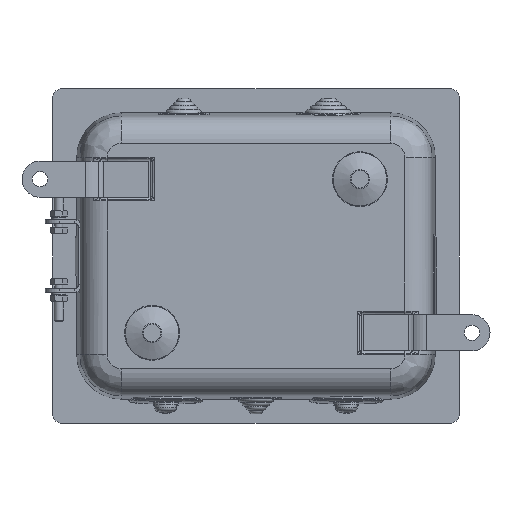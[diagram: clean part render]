
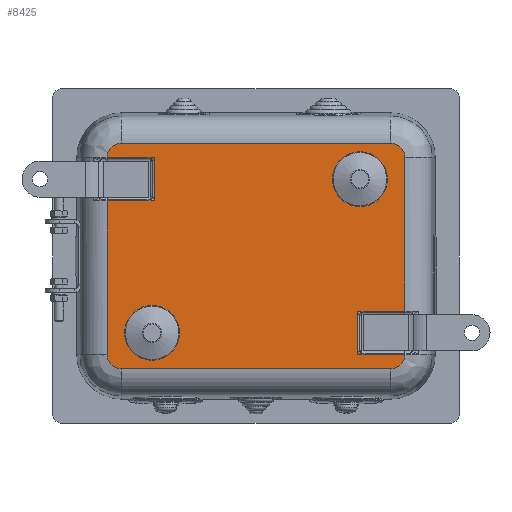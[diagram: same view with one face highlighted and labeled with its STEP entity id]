
A CAD part, front view. The second image highlights one B-rep face of the part: STEP entity #8425.
In plain terms, the highlighted planar face has unit normal (0, -1, 0).
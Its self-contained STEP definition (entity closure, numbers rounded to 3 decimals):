
#473=FACE_BOUND('',#2484,.T.);
#474=FACE_BOUND('',#2485,.T.);
#618=PLANE('',#9274);
#962=LINE('',#14362,#1382);
#984=LINE('',#14457,#1404);
#985=LINE('',#14459,#1405);
#986=LINE('',#14460,#1406);
#987=LINE('',#14464,#1407);
#988=LINE('',#14468,#1408);
#989=LINE('',#14470,#1409);
#990=LINE('',#14472,#1410);
#991=LINE('',#14474,#1411);
#992=LINE('',#14478,#1412);
#1382=VECTOR('',#11140,10.);
#1404=VECTOR('',#11258,10.);
#1405=VECTOR('',#11259,10.);
#1406=VECTOR('',#11260,10.);
#1407=VECTOR('',#11263,10.);
#1408=VECTOR('',#11266,10.);
#1409=VECTOR('',#11267,10.);
#1410=VECTOR('',#11268,10.);
#1411=VECTOR('',#11269,10.);
#1412=VECTOR('',#11272,10.);
#1940=FACE_OUTER_BOUND('',#2483,.T.);
#2483=EDGE_LOOP('',(#6663,#6664,#6665,#6666,#6667,#6668,#6669,#6670,#6671,
#6672,#6673,#6674,#6675,#6676));
#2484=EDGE_LOOP('',(#6677));
#2485=EDGE_LOOP('',(#6678));
#2987=CIRCLE('',#9271,15.194);
#2989=CIRCLE('',#9275,7.896);
#2990=CIRCLE('',#9276,7.896);
#2991=CIRCLE('',#9277,7.896);
#2992=CIRCLE('',#9278,7.896);
#2993=CIRCLE('',#9279,15.194);
#3664=VERTEX_POINT('',#14359);
#3665=VERTEX_POINT('',#14361);
#3687=VERTEX_POINT('',#14447);
#3689=VERTEX_POINT('',#14455);
#3690=VERTEX_POINT('',#14456);
#3691=VERTEX_POINT('',#14458);
#3692=VERTEX_POINT('',#14461);
#3693=VERTEX_POINT('',#14463);
#3694=VERTEX_POINT('',#14465);
#3695=VERTEX_POINT('',#14467);
#3696=VERTEX_POINT('',#14469);
#3697=VERTEX_POINT('',#14471);
#3698=VERTEX_POINT('',#14473);
#3699=VERTEX_POINT('',#14475);
#3700=VERTEX_POINT('',#14477);
#3701=VERTEX_POINT('',#14480);
#4685=EDGE_CURVE('',#3664,#3665,#962,.T.);
#4728=EDGE_CURVE('',#3687,#3687,#2987,.T.);
#4731=EDGE_CURVE('',#3689,#3690,#984,.T.);
#4732=EDGE_CURVE('',#3691,#3690,#985,.T.);
#4733=EDGE_CURVE('',#3665,#3691,#986,.T.);
#4734=EDGE_CURVE('',#3692,#3664,#2989,.T.);
#4735=EDGE_CURVE('',#3693,#3692,#987,.T.);
#4736=EDGE_CURVE('',#3694,#3693,#2990,.T.);
#4737=EDGE_CURVE('',#3695,#3694,#988,.T.);
#4738=EDGE_CURVE('',#3696,#3695,#989,.T.);
#4739=EDGE_CURVE('',#3696,#3697,#990,.T.);
#4740=EDGE_CURVE('',#3698,#3697,#991,.T.);
#4741=EDGE_CURVE('',#3699,#3698,#2991,.T.);
#4742=EDGE_CURVE('',#3700,#3699,#992,.T.);
#4743=EDGE_CURVE('',#3689,#3700,#2992,.T.);
#4744=EDGE_CURVE('',#3701,#3701,#2993,.T.);
#6663=ORIENTED_EDGE('',*,*,#4731,.T.);
#6664=ORIENTED_EDGE('',*,*,#4732,.F.);
#6665=ORIENTED_EDGE('',*,*,#4733,.F.);
#6666=ORIENTED_EDGE('',*,*,#4685,.F.);
#6667=ORIENTED_EDGE('',*,*,#4734,.F.);
#6668=ORIENTED_EDGE('',*,*,#4735,.F.);
#6669=ORIENTED_EDGE('',*,*,#4736,.F.);
#6670=ORIENTED_EDGE('',*,*,#4737,.F.);
#6671=ORIENTED_EDGE('',*,*,#4738,.F.);
#6672=ORIENTED_EDGE('',*,*,#4739,.T.);
#6673=ORIENTED_EDGE('',*,*,#4740,.F.);
#6674=ORIENTED_EDGE('',*,*,#4741,.F.);
#6675=ORIENTED_EDGE('',*,*,#4742,.F.);
#6676=ORIENTED_EDGE('',*,*,#4743,.F.);
#6677=ORIENTED_EDGE('',*,*,#4744,.F.);
#6678=ORIENTED_EDGE('',*,*,#4728,.F.);
#8425=ADVANCED_FACE('',(#1940,#473,#474),#618,.T.);
#9271=AXIS2_PLACEMENT_3D('',#14449,#11249,#11250);
#9274=AXIS2_PLACEMENT_3D('',#14454,#11256,#11257);
#9275=AXIS2_PLACEMENT_3D('',#14462,#11261,#11262);
#9276=AXIS2_PLACEMENT_3D('',#14466,#11264,#11265);
#9277=AXIS2_PLACEMENT_3D('',#14476,#11270,#11271);
#9278=AXIS2_PLACEMENT_3D('',#14479,#11273,#11274);
#9279=AXIS2_PLACEMENT_3D('',#14481,#11275,#11276);
#11140=DIRECTION('',(0.,0.,-1.));
#11249=DIRECTION('center_axis',(0.,-1.,0.));
#11250=DIRECTION('ref_axis',(1.,0.,0.));
#11256=DIRECTION('center_axis',(0.,-1.,0.));
#11257=DIRECTION('ref_axis',(-1.,0.,0.));
#11258=DIRECTION('',(-1.,0.,0.));
#11259=DIRECTION('',(0.,0.,-1.));
#11260=DIRECTION('',(-1.,0.,0.));
#11261=DIRECTION('center_axis',(0.,1.,0.));
#11262=DIRECTION('ref_axis',(0.707,0.,0.707));
#11263=DIRECTION('',(1.,0.,0.));
#11264=DIRECTION('center_axis',(0.,1.,0.));
#11265=DIRECTION('ref_axis',(-0.707,0.,0.707));
#11266=DIRECTION('',(-1.,0.,0.));
#11267=DIRECTION('',(0.,0.,1.));
#11268=DIRECTION('',(-1.,0.,0.));
#11269=DIRECTION('',(0.,0.,1.));
#11270=DIRECTION('center_axis',(0.,1.,0.));
#11271=DIRECTION('ref_axis',(-0.707,0.,-0.707));
#11272=DIRECTION('',(-1.,0.,0.));
#11273=DIRECTION('center_axis',(0.,1.,0.));
#11274=DIRECTION('ref_axis',(0.707,0.,-0.707));
#11275=DIRECTION('center_axis',(0.,-1.,0.));
#11276=DIRECTION('ref_axis',(1.,0.,0.));
#14359=CARTESIAN_POINT('',(82.396,4.,54.5));
#14361=CARTESIAN_POINT('',(82.396,4.,-30.5));
#14362=CARTESIAN_POINT('',(82.396,4.,27.25));
#14447=CARTESIAN_POINT('',(-72.69,4.,-42.5));
#14449=CARTESIAN_POINT('Origin',(-57.496,4.,-42.5));
#14454=CARTESIAN_POINT('Origin',(0.,4.,
0.));
#14455=CARTESIAN_POINT('',(82.396,4.,-54.5));
#14456=CARTESIAN_POINT('',(56.396,4.,-54.5));
#14457=CARTESIAN_POINT('',(28.698,4.,-54.5));
#14458=CARTESIAN_POINT('',(56.396,4.,-30.5));
#14459=CARTESIAN_POINT('',(56.396,4.,-15.75));
#14460=CARTESIAN_POINT('',(53.698,4.,-30.5));
#14461=CARTESIAN_POINT('',(74.5,4.,62.396));
#14462=CARTESIAN_POINT('Origin',(74.5,4.,54.5));
#14463=CARTESIAN_POINT('',(-74.5,4.,62.396));
#14464=CARTESIAN_POINT('',(-37.25,4.,62.396));
#14465=CARTESIAN_POINT('',(-82.396,4.,54.5));
#14466=CARTESIAN_POINT('Origin',(-74.5,4.,54.5));
#14467=CARTESIAN_POINT('',(-56.396,4.,54.5));
#14468=CARTESIAN_POINT('',(-28.698,4.,54.5));
#14469=CARTESIAN_POINT('',(-56.396,4.,30.5));
#14470=CARTESIAN_POINT('',(-56.396,4.,15.75));
#14471=CARTESIAN_POINT('',(-82.396,4.,30.5));
#14472=CARTESIAN_POINT('',(-53.698,4.,30.5));
#14473=CARTESIAN_POINT('',(-82.396,4.,-54.5));
#14474=CARTESIAN_POINT('',(-82.396,4.,-27.25));
#14475=CARTESIAN_POINT('',(-74.5,4.,-62.396));
#14476=CARTESIAN_POINT('Origin',(-74.5,4.,-54.5));
#14477=CARTESIAN_POINT('',(74.5,4.,-62.396));
#14478=CARTESIAN_POINT('',(37.25,4.,-62.396));
#14479=CARTESIAN_POINT('Origin',(74.5,4.,-54.5));
#14480=CARTESIAN_POINT('',(42.301,4.,42.5));
#14481=CARTESIAN_POINT('Origin',(57.496,4.,42.5));
